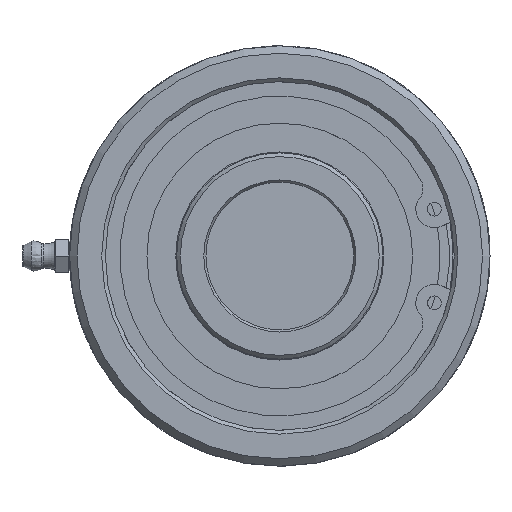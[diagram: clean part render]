
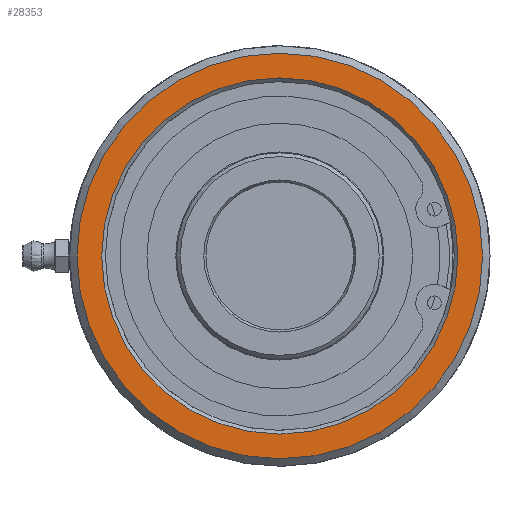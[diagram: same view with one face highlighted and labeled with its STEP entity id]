
A CAD part, left-side view. The second image highlights one B-rep face of the part: STEP entity #28353.
In plain terms, the highlighted planar face has unit normal (-1, 0, 0).
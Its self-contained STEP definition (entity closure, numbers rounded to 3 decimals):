
#234=FACE_BOUND('',#8319,.T.);
#809=PLANE('',#29958);
#6592=FACE_OUTER_BOUND('',#8318,.T.);
#8318=EDGE_LOOP('',(#25786));
#8319=EDGE_LOOP('',(#25787));
#9218=CIRCLE('',#29957,38.34);
#9219=CIRCLE('',#29959,43.65);
#13543=VERTEX_POINT('',#64497);
#13544=VERTEX_POINT('',#64501);
#17665=EDGE_CURVE('',#13543,#13543,#9218,.T.);
#17666=EDGE_CURVE('',#13544,#13544,#9219,.T.);
#25786=ORIENTED_EDGE('',*,*,#17666,.F.);
#25787=ORIENTED_EDGE('',*,*,#17665,.F.);
#28353=ADVANCED_FACE('',(#6592,#234),#809,.F.);
#29957=AXIS2_PLACEMENT_3D('',#64499,#34781,#34782);
#29958=AXIS2_PLACEMENT_3D('',#64500,#34783,#34784);
#29959=AXIS2_PLACEMENT_3D('',#64502,#34785,#34786);
#34781=DIRECTION('center_axis',(-1.,0.,0.));
#34782=DIRECTION('ref_axis',(0.,-1.,0.));
#34783=DIRECTION('center_axis',(1.,0.,0.));
#34784=DIRECTION('ref_axis',(0.,0.,-1.));
#34785=DIRECTION('center_axis',(1.,0.,0.));
#34786=DIRECTION('ref_axis',(0.,1.,0.));
#64497=CARTESIAN_POINT('',(-6.8,38.34,0.));
#64499=CARTESIAN_POINT('Origin',(-6.8,0.,0.));
#64500=CARTESIAN_POINT('Origin',(-6.8,47.988,0.));
#64501=CARTESIAN_POINT('',(-6.8,-43.65,0.));
#64502=CARTESIAN_POINT('Origin',(-6.8,0.,0.));
